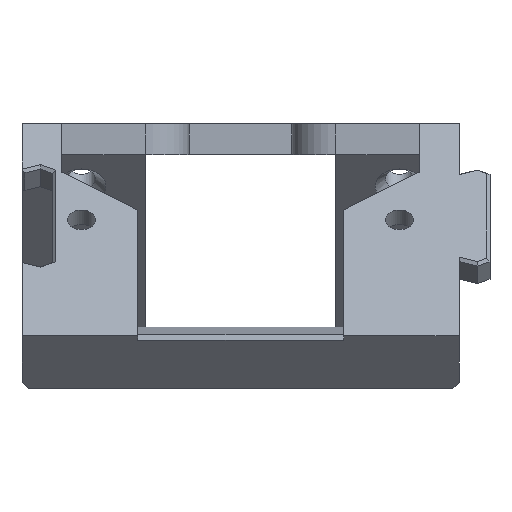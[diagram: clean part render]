
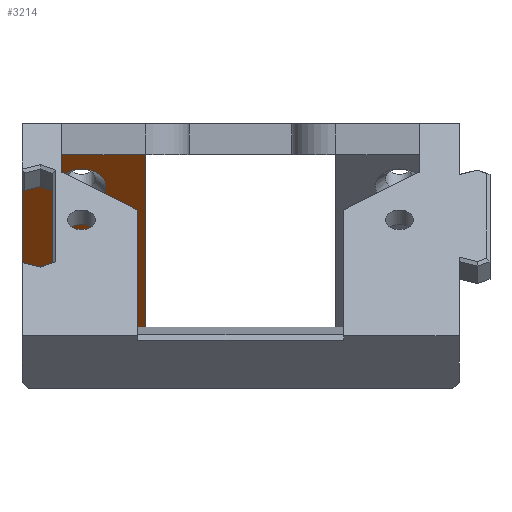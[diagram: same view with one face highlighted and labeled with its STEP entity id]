
A CAD part, front view. The second image highlights one B-rep face of the part: STEP entity #3214.
In plain terms, the highlighted planar face has unit normal (0, -0.707, -0.707).
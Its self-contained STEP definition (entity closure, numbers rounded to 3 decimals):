
#32 = PLANE('',#33);
#33 = AXIS2_PLACEMENT_3D('',#34,#35,#36);
#34 = CARTESIAN_POINT('',(-35.4,0.,17.75));
#35 = DIRECTION('',(-1.,0.,0.));
#36 = DIRECTION('',(0.,0.,-1.));
#309 = VERTEX_POINT('',#310);
#310 = CARTESIAN_POINT('',(-35.4,40.,11.079));
#324 = PLANE('',#325);
#325 = AXIS2_PLACEMENT_3D('',#326,#327,#328);
#326 = CARTESIAN_POINT('',(0.,40.,10.114));
#327 = DIRECTION('',(0.,-1.,0.));
#328 = DIRECTION('',(0.,0.,-1.));
#336 = EDGE_CURVE('',#337,#309,#339,.T.);
#337 = VERTEX_POINT('',#338);
#338 = CARTESIAN_POINT('',(-35.4,12.071,39.008));
#339 = SURFACE_CURVE('',#340,(#344,#351),.PCURVE_S1.);
#340 = LINE('',#341,#342);
#341 = CARTESIAN_POINT('',(-35.4,12.071,39.008));
#342 = VECTOR('',#343,1.);
#343 = DIRECTION('',(-0.,0.707,-0.707));
#344 = PCURVE('',#32,#345);
#345 = DEFINITIONAL_REPRESENTATION('',(#346),#350);
#346 = LINE('',#347,#348);
#347 = CARTESIAN_POINT('',(-21.258,-12.071));
#348 = VECTOR('',#349,1.);
#349 = DIRECTION('',(0.707,-0.707));
#350 = ( GEOMETRIC_REPRESENTATION_CONTEXT(2) 
PARAMETRIC_REPRESENTATION_CONTEXT() REPRESENTATION_CONTEXT('2D SPACE',''
  ) );
#351 = PCURVE('',#352,#357);
#352 = PLANE('',#353);
#353 = AXIS2_PLACEMENT_3D('',#354,#355,#356);
#354 = CARTESIAN_POINT('',(0.,26.036,25.043));
#355 = DIRECTION('',(0.,-0.707,-0.707));
#356 = DIRECTION('',(0.,0.707,-0.707));
#357 = DEFINITIONAL_REPRESENTATION('',(#358),#362);
#358 = LINE('',#359,#360);
#359 = CARTESIAN_POINT('',(-19.749,-35.4));
#360 = VECTOR('',#361,1.);
#361 = DIRECTION('',(1.,0.));
#362 = ( GEOMETRIC_REPRESENTATION_CONTEXT(2) 
PARAMETRIC_REPRESENTATION_CONTEXT() REPRESENTATION_CONTEXT('2D SPACE',''
  ) );
#380 = PLANE('',#381);
#381 = AXIS2_PLACEMENT_3D('',#382,#383,#384);
#382 = CARTESIAN_POINT('',(0.,0.,39.008));
#383 = DIRECTION('',(0.,0.,-1.));
#384 = DIRECTION('',(0.,-1.,0.));
#726 = PLANE('',#727);
#727 = AXIS2_PLACEMENT_3D('',#728,#729,#730);
#728 = CARTESIAN_POINT('',(-15.4,0.,25.773));
#729 = DIRECTION('',(1.,0.,0.));
#730 = DIRECTION('',(0.,0.,1.));
#2695 = EDGE_CURVE('',#337,#2696,#2698,.T.);
#2696 = VERTEX_POINT('',#2697);
#2697 = CARTESIAN_POINT('',(-15.4,12.071,39.008));
#2698 = SURFACE_CURVE('',#2699,(#2703,#2710),.PCURVE_S1.);
#2699 = LINE('',#2700,#2701);
#2700 = CARTESIAN_POINT('',(-15.4,12.071,39.008));
#2701 = VECTOR('',#2702,1.);
#2702 = DIRECTION('',(1.,0.,0.));
#2703 = PCURVE('',#380,#2704);
#2704 = DEFINITIONAL_REPRESENTATION('',(#2705),#2709);
#2705 = LINE('',#2706,#2707);
#2706 = CARTESIAN_POINT('',(-12.071,15.4));
#2707 = VECTOR('',#2708,1.);
#2708 = DIRECTION('',(0.,-1.));
#2709 = ( GEOMETRIC_REPRESENTATION_CONTEXT(2) 
PARAMETRIC_REPRESENTATION_CONTEXT() REPRESENTATION_CONTEXT('2D SPACE',''
  ) );
#2710 = PCURVE('',#352,#2711);
#2711 = DEFINITIONAL_REPRESENTATION('',(#2712),#2716);
#2712 = LINE('',#2713,#2714);
#2713 = CARTESIAN_POINT('',(-19.749,-15.4));
#2714 = VECTOR('',#2715,1.);
#2715 = DIRECTION('',(0.,1.));
#2716 = ( GEOMETRIC_REPRESENTATION_CONTEXT(2) 
PARAMETRIC_REPRESENTATION_CONTEXT() REPRESENTATION_CONTEXT('2D SPACE',''
  ) );
#3214 = ADVANCED_FACE('',(#3215,#3250),#352,.T.);
#3215 = FACE_BOUND('',#3216,.T.);
#3216 = EDGE_LOOP('',(#3217));
#3217 = ORIENTED_EDGE('',*,*,#3218,.T.);
#3218 = EDGE_CURVE('',#3219,#3219,#3221,.T.);
#3219 = VERTEX_POINT('',#3220);
#3220 = CARTESIAN_POINT('',(-29.7,17.198,33.881));
#3221 = SURFACE_CURVE('',#3222,(#3227,#3238),.PCURVE_S1.);
#3222 = CIRCLE('',#3223,3.95);
#3223 = AXIS2_PLACEMENT_3D('',#3224,#3225,#3226);
#3224 = CARTESIAN_POINT('',(-25.75,17.198,33.881));
#3225 = DIRECTION('',(0.,0.707,0.707));
#3226 = DIRECTION('',(-1.,0.,0.));
#3227 = PCURVE('',#352,#3228);
#3228 = DEFINITIONAL_REPRESENTATION('',(#3229),#3237);
#3229 = ( BOUNDED_CURVE() B_SPLINE_CURVE(2,(#3230,#3231,#3232,#3233,
#3234,#3235,#3236),.UNSPECIFIED.,.T.,.F.) B_SPLINE_CURVE_WITH_KNOTS((1,2
    ,2,2,2,1),(-2.094,0.,2.094,4.189,
6.283,8.378),.UNSPECIFIED.) CURVE() 
GEOMETRIC_REPRESENTATION_ITEM() RATIONAL_B_SPLINE_CURVE((1.,0.5,1.,0.5,
1.,0.5,1.)) REPRESENTATION_ITEM('') );
#3230 = CARTESIAN_POINT('',(-12.499,-29.7));
#3231 = CARTESIAN_POINT('',(-19.34,-29.7));
#3232 = CARTESIAN_POINT('',(-15.92,-23.775));
#3233 = CARTESIAN_POINT('',(-12.499,-17.85));
#3234 = CARTESIAN_POINT('',(-9.078,-23.775));
#3235 = CARTESIAN_POINT('',(-5.657,-29.7));
#3236 = CARTESIAN_POINT('',(-12.499,-29.7));
#3237 = ( GEOMETRIC_REPRESENTATION_CONTEXT(2) 
PARAMETRIC_REPRESENTATION_CONTEXT() REPRESENTATION_CONTEXT('2D SPACE',''
  ) );
#3238 = PCURVE('',#3239,#3244);
#3239 = CONICAL_SURFACE('',#3240,2.25,0.785);
#3240 = AXIS2_PLACEMENT_3D('',#3241,#3242,#3243);
#3241 = CARTESIAN_POINT('',(-25.75,18.4,35.083));
#3242 = DIRECTION('',(0.,-0.707,-0.707));
#3243 = DIRECTION('',(-1.,0.,0.));
#3244 = DEFINITIONAL_REPRESENTATION('',(#3245),#3249);
#3245 = LINE('',#3246,#3247);
#3246 = CARTESIAN_POINT('',(0.,1.7));
#3247 = VECTOR('',#3248,1.);
#3248 = DIRECTION('',(-1.,-0.));
#3249 = ( GEOMETRIC_REPRESENTATION_CONTEXT(2) 
PARAMETRIC_REPRESENTATION_CONTEXT() REPRESENTATION_CONTEXT('2D SPACE',''
  ) );
#3250 = FACE_BOUND('',#3251,.T.);
#3251 = EDGE_LOOP('',(#3252,#3253,#3254,#3277));
#3252 = ORIENTED_EDGE('',*,*,#2695,.F.);
#3253 = ORIENTED_EDGE('',*,*,#336,.T.);
#3254 = ORIENTED_EDGE('',*,*,#3255,.T.);
#3255 = EDGE_CURVE('',#309,#3256,#3258,.T.);
#3256 = VERTEX_POINT('',#3257);
#3257 = CARTESIAN_POINT('',(-15.4,40.,11.079));
#3258 = SURFACE_CURVE('',#3259,(#3263,#3270),.PCURVE_S1.);
#3259 = LINE('',#3260,#3261);
#3260 = CARTESIAN_POINT('',(-15.4,40.,11.079));
#3261 = VECTOR('',#3262,1.);
#3262 = DIRECTION('',(1.,0.,0.));
#3263 = PCURVE('',#352,#3264);
#3264 = DEFINITIONAL_REPRESENTATION('',(#3265),#3269);
#3265 = LINE('',#3266,#3267);
#3266 = CARTESIAN_POINT('',(19.749,-15.4));
#3267 = VECTOR('',#3268,1.);
#3268 = DIRECTION('',(0.,1.));
#3269 = ( GEOMETRIC_REPRESENTATION_CONTEXT(2) 
PARAMETRIC_REPRESENTATION_CONTEXT() REPRESENTATION_CONTEXT('2D SPACE',''
  ) );
#3270 = PCURVE('',#324,#3271);
#3271 = DEFINITIONAL_REPRESENTATION('',(#3272),#3276);
#3272 = LINE('',#3273,#3274);
#3273 = CARTESIAN_POINT('',(-0.964,-15.4));
#3274 = VECTOR('',#3275,1.);
#3275 = DIRECTION('',(0.,1.));
#3276 = ( GEOMETRIC_REPRESENTATION_CONTEXT(2) 
PARAMETRIC_REPRESENTATION_CONTEXT() REPRESENTATION_CONTEXT('2D SPACE',''
  ) );
#3277 = ORIENTED_EDGE('',*,*,#3278,.F.);
#3278 = EDGE_CURVE('',#2696,#3256,#3279,.T.);
#3279 = SURFACE_CURVE('',#3280,(#3284,#3291),.PCURVE_S1.);
#3280 = LINE('',#3281,#3282);
#3281 = CARTESIAN_POINT('',(-15.4,12.071,39.008));
#3282 = VECTOR('',#3283,1.);
#3283 = DIRECTION('',(-0.,0.707,-0.707));
#3284 = PCURVE('',#352,#3285);
#3285 = DEFINITIONAL_REPRESENTATION('',(#3286),#3290);
#3286 = LINE('',#3287,#3288);
#3287 = CARTESIAN_POINT('',(-19.749,-15.4));
#3288 = VECTOR('',#3289,1.);
#3289 = DIRECTION('',(1.,0.));
#3290 = ( GEOMETRIC_REPRESENTATION_CONTEXT(2) 
PARAMETRIC_REPRESENTATION_CONTEXT() REPRESENTATION_CONTEXT('2D SPACE',''
  ) );
#3291 = PCURVE('',#726,#3292);
#3292 = DEFINITIONAL_REPRESENTATION('',(#3293),#3297);
#3293 = LINE('',#3294,#3295);
#3294 = CARTESIAN_POINT('',(13.235,-12.071));
#3295 = VECTOR('',#3296,1.);
#3296 = DIRECTION('',(-0.707,-0.707));
#3297 = ( GEOMETRIC_REPRESENTATION_CONTEXT(2) 
PARAMETRIC_REPRESENTATION_CONTEXT() REPRESENTATION_CONTEXT('2D SPACE',''
  ) );
